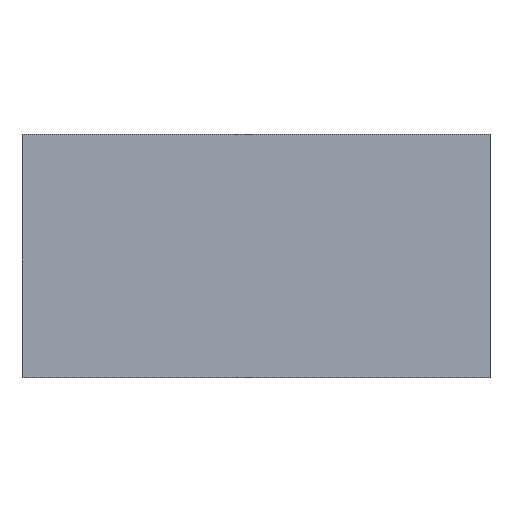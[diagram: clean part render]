
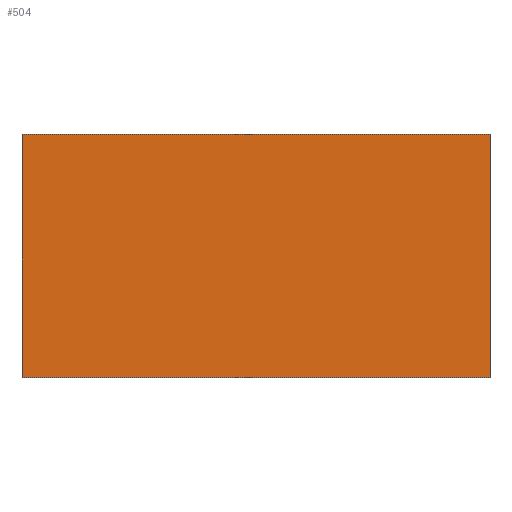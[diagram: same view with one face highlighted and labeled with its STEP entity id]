
A CAD part, top view. The second image highlights one B-rep face of the part: STEP entity #504.
In plain terms, the highlighted planar face has unit normal (0, 0, 1).
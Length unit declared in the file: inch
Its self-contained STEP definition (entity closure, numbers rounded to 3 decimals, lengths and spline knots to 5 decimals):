
#504=ADVANCED_FACE('',(#679),#2676,.T.);
#679=FACE_OUTER_BOUND('',#854,.T.);
#854=EDGE_LOOP('',(#1047,#1048,#1049,#1050));
#1047=ORIENTED_EDGE('',*,*,#1845,.T.);
#1048=ORIENTED_EDGE('',*,*,#1849,.T.);
#1049=ORIENTED_EDGE('',*,*,#1852,.T.);
#1050=ORIENTED_EDGE('',*,*,#1854,.T.);
#1845=EDGE_CURVE('',#2442,#2441,#2253,.T.);
#1849=EDGE_CURVE('',#2441,#2444,#2257,.T.);
#1852=EDGE_CURVE('',#2444,#2446,#2260,.T.);
#1854=EDGE_CURVE('',#2446,#2442,#2262,.T.);
#2253=B_SPLINE_CURVE_WITH_KNOTS('',1,(#3423,#3424),.UNSPECIFIED.,.F.,.F.,
(2,2),(0.,0.71),.UNSPECIFIED.);
#2257=B_SPLINE_CURVE_WITH_KNOTS('',1,(#3431,#3432),.UNSPECIFIED.,.F.,.F.,
(2,2),(0.71,1.42),.UNSPECIFIED.);
#2260=B_SPLINE_CURVE_WITH_KNOTS('',1,(#3437,#3438),.UNSPECIFIED.,.F.,.F.,
(2,2),(1.42,2.13),.UNSPECIFIED.);
#2262=B_SPLINE_CURVE_WITH_KNOTS('',1,(#3441,#3442),.UNSPECIFIED.,.F.,.F.,
(2,2),(2.13,2.84),.UNSPECIFIED.);
#2441=VERTEX_POINT('',#3413);
#2442=VERTEX_POINT('',#3414);
#2444=VERTEX_POINT('',#3416);
#2446=VERTEX_POINT('',#3418);
#2676=PLANE('',#2802);
#2802=AXIS2_PLACEMENT_3D('',#3410,#3044,$);
#3044=DIRECTION('',(0.,0.,1.));
#3410=CARTESIAN_POINT('',(-0.02,0.52,0.71));
#3413=CARTESIAN_POINT('',(-0.02,-0.02,0.71));
#3414=CARTESIAN_POINT('',(-0.02,0.52,0.71));
#3416=CARTESIAN_POINT('',(1.02,-0.02,0.71));
#3418=CARTESIAN_POINT('',(1.02,0.52,0.71));
#3423=CARTESIAN_POINT('',(-0.02,0.52,0.71));
#3424=CARTESIAN_POINT('',(-0.02,-0.02,0.71));
#3431=CARTESIAN_POINT('',(-0.02,-0.02,0.71));
#3432=CARTESIAN_POINT('',(1.02,-0.02,0.71));
#3437=CARTESIAN_POINT('',(1.02,-0.02,0.71));
#3438=CARTESIAN_POINT('',(1.02,0.52,0.71));
#3441=CARTESIAN_POINT('',(1.02,0.52,0.71));
#3442=CARTESIAN_POINT('',(-0.02,0.52,0.71));
